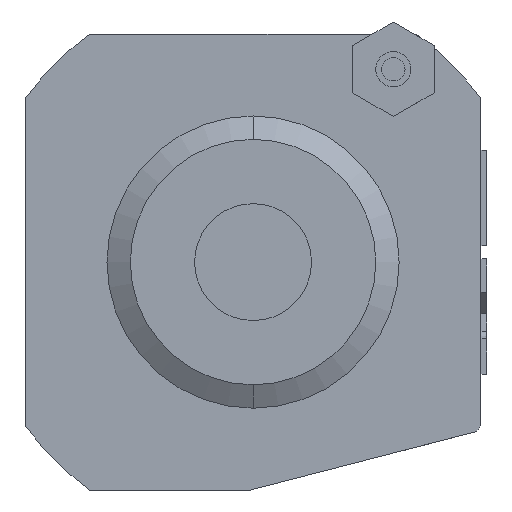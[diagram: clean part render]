
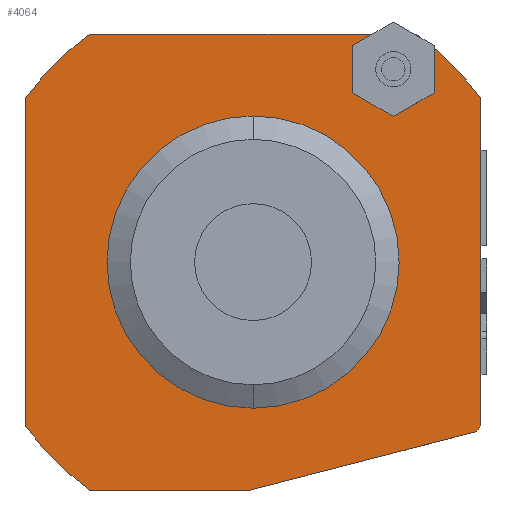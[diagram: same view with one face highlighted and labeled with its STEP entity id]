
A CAD part, left-side view. The second image highlights one B-rep face of the part: STEP entity #4064.
In plain terms, the highlighted planar face has unit normal (-1, 0, 0).
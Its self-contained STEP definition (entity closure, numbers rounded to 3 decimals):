
#317=CARTESIAN_POINT('',(-64.,0.,0.));
#318=DIRECTION('',(-1.,0.,0.));
#319=DIRECTION('',(0.,-1.,0.));
#320=AXIS2_PLACEMENT_3D('',#317,#318,#319);
#327=CARTESIAN_POINT('',(-64.,-24.,33.));
#328=DIRECTION('',(-1.,0.,0.));
#329=DIRECTION('',(0.,0.,-1.));
#330=AXIS2_PLACEMENT_3D('',#327,#328,#329);
#332=DIRECTION('',(0.,-1.,0.));
#333=VECTOR('',#332,0.377);
#334=CARTESIAN_POINT('',(-64.,-27.606,39.));
#335=LINE('',#334,#333);
#336=CARTESIAN_POINT('',(-64.,0.,0.));
#337=DIRECTION('',(1.,0.,0.));
#338=DIRECTION('',(0.,-0.583,0.813));
#339=AXIS2_PLACEMENT_3D('',#336,#337,#338);
#341=DIRECTION('',(0.,0.,-1.));
#342=VECTOR('',#341,55.964);
#343=CARTESIAN_POINT('',(-64.,-39.,27.982));
#344=LINE('',#343,#342);
#345=CARTESIAN_POINT('',(-64.,0.,0.));
#346=DIRECTION('',(1.,0.,0.));
#347=DIRECTION('',(0.,-0.813,-0.583));
#348=AXIS2_PLACEMENT_3D('',#345,#346,#347);
#350=DIRECTION('',(0.,0.968,-0.25));
#351=VECTOR('',#350,40.026);
#352=CARTESIAN_POINT('',(-64.,-38.255,-28.992));
#353=LINE('',#352,#351);
#354=DIRECTION('',(0.,1.,0.));
#355=VECTOR('',#354,27.482);
#356=CARTESIAN_POINT('',(-64.,0.5,-39.));
#357=LINE('',#356,#355);
#358=CARTESIAN_POINT('',(-64.,0.,0.));
#359=DIRECTION('',(1.,0.,0.));
#360=DIRECTION('',(0.,0.583,-0.813));
#361=AXIS2_PLACEMENT_3D('',#358,#359,#360);
#363=DIRECTION('',(0.,0.,1.));
#364=VECTOR('',#363,55.964);
#365=CARTESIAN_POINT('',(-64.,39.,-27.982));
#366=LINE('',#365,#364);
#367=CARTESIAN_POINT('',(-64.,0.,0.));
#368=DIRECTION('',(1.,0.,0.));
#369=DIRECTION('',(0.,0.813,0.583));
#370=AXIS2_PLACEMENT_3D('',#367,#368,#369);
#372=DIRECTION('',(0.,-1.,0.));
#373=VECTOR('',#372,48.377);
#374=CARTESIAN_POINT('',(-64.,27.982,39.));
#375=LINE('',#374,#373);
#376=CARTESIAN_POINT('',(-64.,-24.,33.));
#377=DIRECTION('',(-1.,0.,0.));
#378=DIRECTION('',(0.,0.515,0.857));
#379=AXIS2_PLACEMENT_3D('',#376,#377,#378);
#2748=CARTESIAN_POINT('',(-64.,0.,0.));
#2749=DIRECTION('',(-1.,0.,0.));
#2750=DIRECTION('',(0.,1.,0.));
#2751=AXIS2_PLACEMENT_3D('',#2748,#2749,#2750);
#2880=CARTESIAN_POINT('',(-64.,27.982,-39.));
#2881=CARTESIAN_POINT('',(-64.,39.,-27.982));
#2882=VERTEX_POINT('',#2880);
#2883=VERTEX_POINT('',#2881);
#2884=CARTESIAN_POINT('',(-64.,39.,27.982));
#2885=VERTEX_POINT('',#2884);
#2886=CARTESIAN_POINT('',(-64.,27.982,39.));
#2887=VERTEX_POINT('',#2886);
#2888=CARTESIAN_POINT('',(-64.,-27.982,39.));
#2889=CARTESIAN_POINT('',(-64.,-39.,27.982));
#2890=VERTEX_POINT('',#2888);
#2891=VERTEX_POINT('',#2889);
#2892=CARTESIAN_POINT('',(-64.,-39.,-27.982));
#2893=VERTEX_POINT('',#2892);
#3055=CARTESIAN_POINT('',(-64.,-38.255,-28.992));
#3056=CARTESIAN_POINT('',(-64.,0.5,-39.));
#3057=VERTEX_POINT('',#3055);
#3058=VERTEX_POINT('',#3056);
#3067=CARTESIAN_POINT('',(-64.,-22.5,0.));
#3068=CARTESIAN_POINT('',(-64.,22.5,0.));
#3069=VERTEX_POINT('',#3067);
#3070=VERTEX_POINT('',#3068);
#3343=CARTESIAN_POINT('',(-64.,-24.,26.));
#3344=CARTESIAN_POINT('',(-64.,-27.606,39.));
#3345=VERTEX_POINT('',#3343);
#3346=VERTEX_POINT('',#3344);
#3347=CARTESIAN_POINT('',(-64.,-20.394,39.));
#3348=VERTEX_POINT('',#3347);
#4028=CARTESIAN_POINT('',(-64.,0.,0.));
#4029=DIRECTION('',(1.,0.,0.));
#4030=DIRECTION('',(0.,-1.,0.));
#4031=AXIS2_PLACEMENT_3D('',#4028,#4029,#4030);
#4032=PLANE('',#4031);
#4034=ORIENTED_EDGE('',*,*,#4033,.T.);
#4036=ORIENTED_EDGE('',*,*,#4035,.T.);
#4038=ORIENTED_EDGE('',*,*,#4037,.T.);
#4040=ORIENTED_EDGE('',*,*,#4039,.T.);
#4042=ORIENTED_EDGE('',*,*,#4041,.T.);
#4044=ORIENTED_EDGE('',*,*,#4043,.T.);
#4046=ORIENTED_EDGE('',*,*,#4045,.T.);
#4048=ORIENTED_EDGE('',*,*,#4047,.T.);
#4050=ORIENTED_EDGE('',*,*,#4049,.T.);
#4052=ORIENTED_EDGE('',*,*,#4051,.T.);
#4054=ORIENTED_EDGE('',*,*,#4053,.T.);
#4056=ORIENTED_EDGE('',*,*,#4055,.T.);
#4057=EDGE_LOOP('',(#4034,#4036,#4038,#4040,#4042,#4044,#4046,#4048,#4050,#4052,
#4054,#4056));
#4058=FACE_OUTER_BOUND('',#4057,.F.);
#4059=ORIENTED_EDGE('',*,*,#4018,.T.);
#4061=ORIENTED_EDGE('',*,*,#4060,.T.);
#4062=EDGE_LOOP('',(#4059,#4061));
#4063=FACE_BOUND('',#4062,.F.);
#4064=ADVANCED_FACE('',(#4058,#4063),#4032,.F.);
#321=CIRCLE('',#320,22.5);
#331=CIRCLE('',#330,7.);
#340=CIRCLE('',#339,48.);
#349=CIRCLE('',#348,48.);
#362=CIRCLE('',#361,48.);
#371=CIRCLE('',#370,48.);
#380=CIRCLE('',#379,7.);
#2752=CIRCLE('',#2751,22.5);
#4018=EDGE_CURVE('',#3069,#3070,#321,.T.);
#4033=EDGE_CURVE('',#3345,#3346,#331,.T.);
#4035=EDGE_CURVE('',#3346,#2890,#335,.T.);
#4037=EDGE_CURVE('',#2890,#2891,#340,.T.);
#4039=EDGE_CURVE('',#2891,#2893,#344,.T.);
#4041=EDGE_CURVE('',#2893,#3057,#349,.T.);
#4043=EDGE_CURVE('',#3057,#3058,#353,.T.);
#4045=EDGE_CURVE('',#3058,#2882,#357,.T.);
#4047=EDGE_CURVE('',#2882,#2883,#362,.T.);
#4049=EDGE_CURVE('',#2883,#2885,#366,.T.);
#4051=EDGE_CURVE('',#2885,#2887,#371,.T.);
#4053=EDGE_CURVE('',#2887,#3348,#375,.T.);
#4055=EDGE_CURVE('',#3348,#3345,#380,.T.);
#4060=EDGE_CURVE('',#3070,#3069,#2752,.T.);
